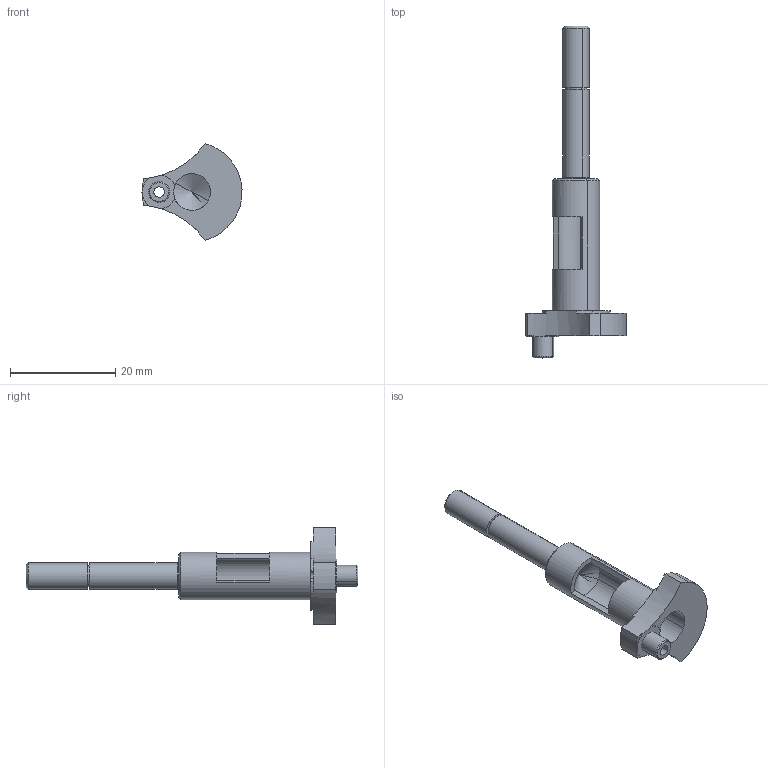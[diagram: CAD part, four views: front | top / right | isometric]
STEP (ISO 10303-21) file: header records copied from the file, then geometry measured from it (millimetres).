
FILE_DESCRIPTION(('CATIA V5 STEP'),'2;1');
FILE_NAME('Kurbelwelle.stp','2005-10-28T08:27:57+00:00',('none'),('none'),'CATIA Version 5','CATIA V5 STEP AP214','none');
FILE_SCHEMA(('AUTOMOTIVE_DESIGN { 1 0 10303 214 1 1 1 1 }'));
Length unit declared in the file: millimetre
Products named in the file (1): Kurbelwelle
Bounding box: 18.99 x 63 x 18.34 mm (x, y, z)
Volume: 2133.5 mm3; surface area: 2347.7 mm2
Topology: 1 solids, 1 shells, 58 faces, 149 edges, 94 vertices
Faces by surface type: cylinder 32, plane 14, cone 12
Entity records: 1580 total; most frequent: ORIENTED_EDGE 290, CARTESIAN_POINT 271, DIRECTION 207, EDGE_CURVE 145, AXIS2_PLACEMENT_3D 124, VERTEX_POINT 94, CIRCLE 92, EDGE_LOOP 67
